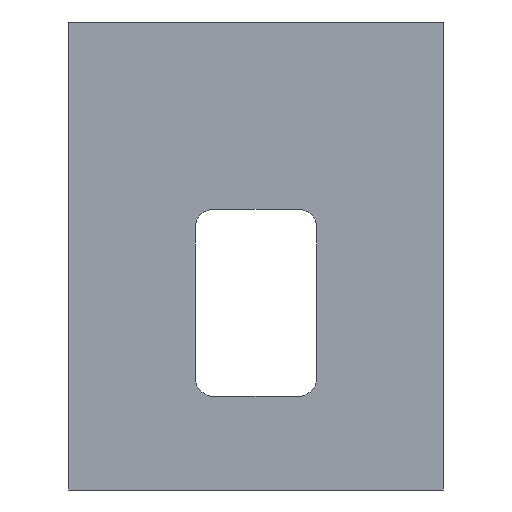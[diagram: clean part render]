
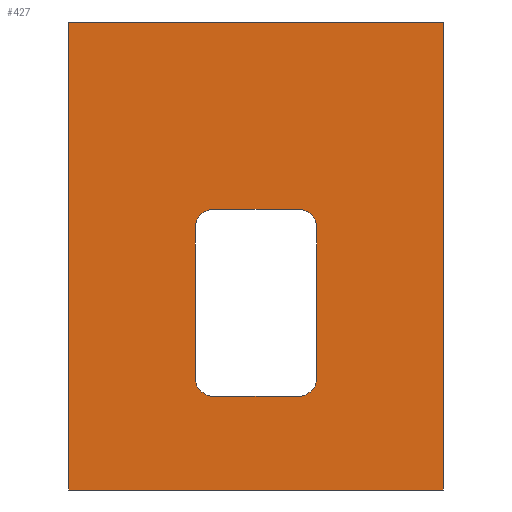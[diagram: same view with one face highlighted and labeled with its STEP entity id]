
A CAD part, front view. The second image highlights one B-rep face of the part: STEP entity #427.
In plain terms, the highlighted planar face has unit normal (0, -1, 0).
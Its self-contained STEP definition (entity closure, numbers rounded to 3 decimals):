
#10 = ORIENTED_EDGE ( 'NONE', *, *, #358, .T. ) ;
#11 = LINE ( 'NONE', #303, #718 ) ;
#19 = ORIENTED_EDGE ( 'NONE', *, *, #511, .T. ) ;
#20 = DIRECTION ( 'NONE',  ( 0., 1., 0. ) ) ;
#27 = DIRECTION ( 'NONE',  ( 0., 1., 0. ) ) ;
#29 = LINE ( 'NONE', #833, #764 ) ;
#32 = DIRECTION ( 'NONE',  ( 0., 0., 1. ) ) ;
#44 = ORIENTED_EDGE ( 'NONE', *, *, #863, .T. ) ;
#69 = LINE ( 'NONE', #877, #687 ) ;
#72 = CIRCLE ( 'NONE', #134, 2. ) ;
#74 = VECTOR ( 'NONE', #601, 1000. ) ;
#75 = DIRECTION ( 'NONE',  ( 0., 0., -1. ) ) ;
#83 = VERTEX_POINT ( 'NONE', #230 ) ;
#90 = CARTESIAN_POINT ( 'NONE',  ( 0., -5., -5. ) ) ;
#91 = CIRCLE ( 'NONE', #481, 2. ) ;
#104 = LINE ( 'NONE', #905, #148 ) ;
#115 = ORIENTED_EDGE ( 'NONE', *, *, #469, .T. ) ;
#118 = VECTOR ( 'NONE', #744, 1000. ) ;
#120 = LINE ( 'NONE', #631, #941 ) ;
#134 = AXIS2_PLACEMENT_3D ( 'NONE', #670, #464, #313 ) ;
#146 = LINE ( 'NONE', #450, #74 ) ;
#148 = VECTOR ( 'NONE', #474, 1000. ) ;
#165 = VERTEX_POINT ( 'NONE', #219 ) ;
#170 = CARTESIAN_POINT ( 'NONE',  ( 40., -5., -5. ) ) ;
#172 = CARTESIAN_POINT ( 'NONE',  ( 40., -5., -45. ) ) ;
#182 = LINE ( 'NONE', #412, #766 ) ;
#196 = VERTEX_POINT ( 'NONE', #727 ) ;
#206 = ORIENTED_EDGE ( 'NONE', *, *, #613, .F. ) ;
#219 = CARTESIAN_POINT ( 'NONE',  ( 26.5, -5., -33. ) ) ;
#230 = CARTESIAN_POINT ( 'NONE',  ( 24.5, -5., -35. ) ) ;
#265 = DIRECTION ( 'NONE',  ( 0., 0., 1. ) ) ;
#281 = CARTESIAN_POINT ( 'NONE',  ( 0., -5., 5. ) ) ;
#282 = EDGE_CURVE ( 'NONE', #835, #722, #29, .T. ) ;
#289 = EDGE_CURVE ( 'NONE', #196, #567, #72, .T. ) ;
#303 = CARTESIAN_POINT ( 'NONE',  ( 40., -5., -45. ) ) ;
#307 = EDGE_LOOP ( 'NONE', ( #19, #935, #430, #44, #649, #206 ) ) ;
#313 = DIRECTION ( 'NONE',  ( 0., 0., 1. ) ) ;
#321 = CIRCLE ( 'NONE', #626, 2. ) ;
#322 = CARTESIAN_POINT ( 'NONE',  ( 0., -5., -5. ) ) ;
#326 = DIRECTION ( 'NONE',  ( -1., 0., 0. ) ) ;
#346 = CARTESIAN_POINT ( 'NONE',  ( 0., -5., -45. ) ) ;
#356 = CARTESIAN_POINT ( 'NONE',  ( 13.5, -5., -33. ) ) ;
#357 = ORIENTED_EDGE ( 'NONE', *, *, #413, .T. ) ;
#358 = EDGE_CURVE ( 'NONE', #937, #165, #69, .T. ) ;
#359 = CARTESIAN_POINT ( 'NONE',  ( 13.5, -5., -17. ) ) ;
#367 = VERTEX_POINT ( 'NONE', #650 ) ;
#372 = EDGE_CURVE ( 'NONE', #471, #743, #11, .T. ) ;
#393 = EDGE_CURVE ( 'NONE', #367, #471, #737, .T. ) ;
#410 = PLANE ( 'NONE',  #586 ) ;
#412 = CARTESIAN_POINT ( 'NONE',  ( 13.5, -5., -17. ) ) ;
#413 = EDGE_CURVE ( 'NONE', #668, #494, #669, .T. ) ;
#422 = VERTEX_POINT ( 'NONE', #322 ) ;
#427 = ADVANCED_FACE ( 'NONE', ( #618, #679 ), #410, .F. ) ;
#430 = ORIENTED_EDGE ( 'NONE', *, *, #393, .F. ) ;
#435 = AXIS2_PLACEMENT_3D ( 'NONE', #539, #756, #32 ) ;
#450 = CARTESIAN_POINT ( 'NONE',  ( 40., -5., -5. ) ) ;
#452 = VECTOR ( 'NONE', #768, 1000. ) ;
#464 = DIRECTION ( 'NONE',  ( 0., 1., 0. ) ) ;
#469 = EDGE_CURVE ( 'NONE', #83, #196, #104, .T. ) ;
#470 = DIRECTION ( 'NONE',  ( 0., 0., 1. ) ) ;
#471 = VERTEX_POINT ( 'NONE', #172 ) ;
#474 = DIRECTION ( 'NONE',  ( -1., 0., 0. ) ) ;
#477 = DIRECTION ( 'NONE',  ( 0., 1., 0. ) ) ;
#481 = AXIS2_PLACEMENT_3D ( 'NONE', #610, #27, #911 ) ;
#485 = EDGE_CURVE ( 'NONE', #769, #668, #888, .T. ) ;
#494 = VERTEX_POINT ( 'NONE', #554 ) ;
#501 = ORIENTED_EDGE ( 'NONE', *, *, #538, .T. ) ;
#511 = EDGE_CURVE ( 'NONE', #422, #743, #693, .T. ) ;
#512 = CARTESIAN_POINT ( 'NONE',  ( 40., -5., -5. ) ) ;
#516 = EDGE_CURVE ( 'NONE', #494, #937, #91, .T. ) ;
#538 = EDGE_CURVE ( 'NONE', #165, #83, #321, .T. ) ;
#539 = CARTESIAN_POINT ( 'NONE',  ( 15.5, -5., -17. ) ) ;
#554 = CARTESIAN_POINT ( 'NONE',  ( 24.5, -5., -15. ) ) ;
#567 = VERTEX_POINT ( 'NONE', #356 ) ;
#586 = AXIS2_PLACEMENT_3D ( 'NONE', #170, #477, #470 ) ;
#601 = DIRECTION ( 'NONE',  ( 0., 0., 1. ) ) ;
#606 = ORIENTED_EDGE ( 'NONE', *, *, #485, .T. ) ;
#607 = CARTESIAN_POINT ( 'NONE',  ( 15.5, -5., -15. ) ) ;
#610 = CARTESIAN_POINT ( 'NONE',  ( 24.5, -5., -17. ) ) ;
#613 = EDGE_CURVE ( 'NONE', #422, #722, #120, .T. ) ;
#616 = ORIENTED_EDGE ( 'NONE', *, *, #664, .T. ) ;
#618 = FACE_BOUND ( 'NONE', #929, .T. ) ;
#626 = AXIS2_PLACEMENT_3D ( 'NONE', #919, #20, #900 ) ;
#631 = CARTESIAN_POINT ( 'NONE',  ( 0., -5., -5. ) ) ;
#649 = ORIENTED_EDGE ( 'NONE', *, *, #282, .T. ) ;
#650 = CARTESIAN_POINT ( 'NONE',  ( 40., -5., -5. ) ) ;
#654 = ORIENTED_EDGE ( 'NONE', *, *, #289, .T. ) ;
#657 = CARTESIAN_POINT ( 'NONE',  ( 26.5, -5., -17. ) ) ;
#664 = EDGE_CURVE ( 'NONE', #567, #769, #182, .T. ) ;
#668 = VERTEX_POINT ( 'NONE', #678 ) ;
#669 = LINE ( 'NONE', #607, #452 ) ;
#670 = CARTESIAN_POINT ( 'NONE',  ( 15.5, -5., -33. ) ) ;
#678 = CARTESIAN_POINT ( 'NONE',  ( 15.5, -5., -15. ) ) ;
#679 = FACE_OUTER_BOUND ( 'NONE', #307, .T. ) ;
#687 = VECTOR ( 'NONE', #815, 1000. ) ;
#693 = LINE ( 'NONE', #90, #118 ) ;
#697 = DIRECTION ( 'NONE',  ( 0., 0., 1. ) ) ;
#718 = VECTOR ( 'NONE', #951, 1000. ) ;
#722 = VERTEX_POINT ( 'NONE', #281 ) ;
#727 = CARTESIAN_POINT ( 'NONE',  ( 15.5, -5., -35. ) ) ;
#737 = LINE ( 'NONE', #512, #825 ) ;
#738 = CARTESIAN_POINT ( 'NONE',  ( 40., -5., 5. ) ) ;
#743 = VERTEX_POINT ( 'NONE', #346 ) ;
#744 = DIRECTION ( 'NONE',  ( 0., 0., -1. ) ) ;
#756 = DIRECTION ( 'NONE',  ( 0., 1., 0. ) ) ;
#764 = VECTOR ( 'NONE', #326, 1000. ) ;
#766 = VECTOR ( 'NONE', #697, 1000. ) ;
#768 = DIRECTION ( 'NONE',  ( 1., 0., 0. ) ) ;
#769 = VERTEX_POINT ( 'NONE', #359 ) ;
#815 = DIRECTION ( 'NONE',  ( 0., 0., -1. ) ) ;
#825 = VECTOR ( 'NONE', #75, 1000. ) ;
#833 = CARTESIAN_POINT ( 'NONE',  ( 40., -5., 5. ) ) ;
#835 = VERTEX_POINT ( 'NONE', #738 ) ;
#863 = EDGE_CURVE ( 'NONE', #367, #835, #146, .T. ) ;
#877 = CARTESIAN_POINT ( 'NONE',  ( 26.5, -5., -17. ) ) ;
#888 = CIRCLE ( 'NONE', #435, 2. ) ;
#900 = DIRECTION ( 'NONE',  ( 0., 0., 1. ) ) ;
#904 = ORIENTED_EDGE ( 'NONE', *, *, #516, .T. ) ;
#905 = CARTESIAN_POINT ( 'NONE',  ( 15.5, -5., -35. ) ) ;
#911 = DIRECTION ( 'NONE',  ( 0., 0., 1. ) ) ;
#919 = CARTESIAN_POINT ( 'NONE',  ( 24.5, -5., -33. ) ) ;
#929 = EDGE_LOOP ( 'NONE', ( #616, #606, #357, #904, #10, #501, #115, #654 ) ) ;
#935 = ORIENTED_EDGE ( 'NONE', *, *, #372, .F. ) ;
#937 = VERTEX_POINT ( 'NONE', #657 ) ;
#941 = VECTOR ( 'NONE', #265, 1000. ) ;
#951 = DIRECTION ( 'NONE',  ( -1., 0., 0. ) ) ;
